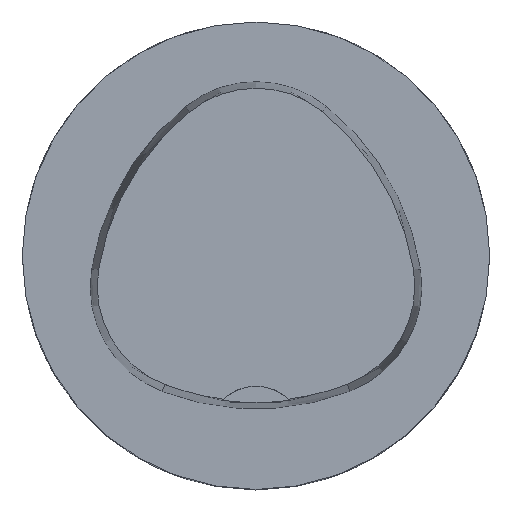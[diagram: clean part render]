
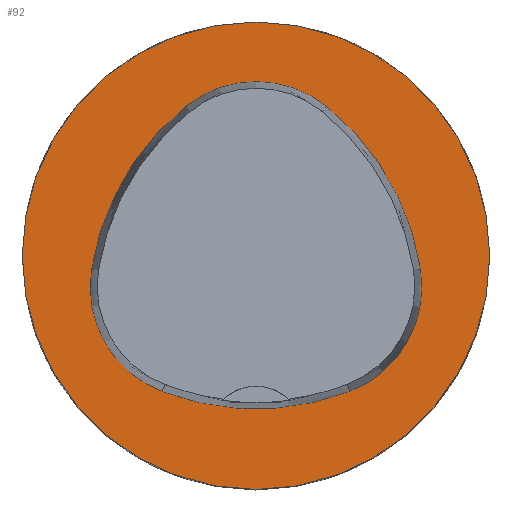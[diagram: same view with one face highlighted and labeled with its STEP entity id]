
A CAD part, top view. The second image highlights one B-rep face of the part: STEP entity #92.
In plain terms, the highlighted planar face has unit normal (0, 0, 1).
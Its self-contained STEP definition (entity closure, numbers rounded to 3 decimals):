
#37=PLANE('',#527);
#92=ADVANCED_FACE('',(#149,#150),#37,.T.);
#118=CIRCLE('',#498,25.);
#120=CIRCLE('',#505,28.);
#122=CIRCLE('',#508,12.);
#124=CIRCLE('',#511,28.);
#126=CIRCLE('',#514,12.);
#130=CIRCLE('',#519,28.);
#132=CIRCLE('',#522,12.);
#149=FACE_BOUND('',#178,.T.);
#150=FACE_BOUND('',#179,.T.);
#178=EDGE_LOOP('',(#271,#272,#273,#274,#275,#276));
#179=EDGE_LOOP('',(#277));
#271=ORIENTED_EDGE('',*,*,#410,.T.);
#272=ORIENTED_EDGE('',*,*,#390,.T.);
#273=ORIENTED_EDGE('',*,*,#394,.T.);
#274=ORIENTED_EDGE('',*,*,#397,.T.);
#275=ORIENTED_EDGE('',*,*,#400,.T.);
#276=ORIENTED_EDGE('',*,*,#408,.T.);
#277=ORIENTED_EDGE('',*,*,#380,.F.);
#339=VERTEX_POINT('',#734);
#349=VERTEX_POINT('',#755);
#350=VERTEX_POINT('',#756);
#353=VERTEX_POINT('',#764);
#355=VERTEX_POINT('',#770);
#357=VERTEX_POINT('',#776);
#364=VERTEX_POINT('',#797);
#380=EDGE_CURVE('',#339,#339,#118,.T.);
#390=EDGE_CURVE('',#349,#350,#120,.T.);
#394=EDGE_CURVE('',#350,#353,#122,.T.);
#397=EDGE_CURVE('',#353,#355,#124,.T.);
#400=EDGE_CURVE('',#355,#357,#126,.T.);
#408=EDGE_CURVE('',#357,#364,#130,.T.);
#410=EDGE_CURVE('',#364,#349,#132,.T.);
#498=AXIS2_PLACEMENT_3D('',#733,#577,#578);
#505=AXIS2_PLACEMENT_3D('',#754,#595,#596);
#508=AXIS2_PLACEMENT_3D('',#763,#603,#604);
#511=AXIS2_PLACEMENT_3D('',#769,#610,#611);
#514=AXIS2_PLACEMENT_3D('',#775,#617,#618);
#519=AXIS2_PLACEMENT_3D('',#798,#629,#630);
#522=AXIS2_PLACEMENT_3D('',#801,#635,#636);
#527=AXIS2_PLACEMENT_3D('',#806,#645,#646);
#577=DIRECTION('',(0.,0.,-1.));
#578=DIRECTION('',(-1.,0.,0.));
#595=DIRECTION('',(0.,0.,-1.));
#596=DIRECTION('',(-1.,0.,0.));
#603=DIRECTION('',(0.,0.,-1.));
#604=DIRECTION('',(-1.,0.,0.));
#610=DIRECTION('',(0.,0.,-1.));
#611=DIRECTION('',(-1.,0.,0.));
#617=DIRECTION('',(0.,0.,-1.));
#618=DIRECTION('',(-1.,0.,0.));
#629=DIRECTION('',(0.,0.,-1.));
#630=DIRECTION('',(-1.,0.,0.));
#635=DIRECTION('',(0.,0.,-1.));
#636=DIRECTION('',(-1.,0.,0.));
#645=DIRECTION('',(0.,0.,1.));
#646=DIRECTION('',(1.,0.,0.));
#733=CARTESIAN_POINT('',(0.,0.,0.));
#734=CARTESIAN_POINT('',(-25.,0.,0.));
#754=CARTESIAN_POINT('',(10.068,-5.824,0.));
#755=CARTESIAN_POINT('',(-17.584,-1.424,0.));
#756=CARTESIAN_POINT('',(-7.531,15.953,0.));
#763=CARTESIAN_POINT('',(0.011,6.62,0.));
#764=CARTESIAN_POINT('',(7.567,15.942,0.));
#769=CARTESIAN_POINT('',(-10.063,-5.81,0.));
#770=CARTESIAN_POINT('',(17.59,-1.418,0.));
#775=CARTESIAN_POINT('',(5.739,-3.3,0.));
#776=CARTESIAN_POINT('',(10.05,-14.499,0.));
#797=CARTESIAN_POINT('',(-10.025,-14.516,0.));
#798=CARTESIAN_POINT('',(-0.01,11.631,0.));
#801=CARTESIAN_POINT('',(-5.733,-3.31,0.));
#806=CARTESIAN_POINT('',(0.,0.,0.));
